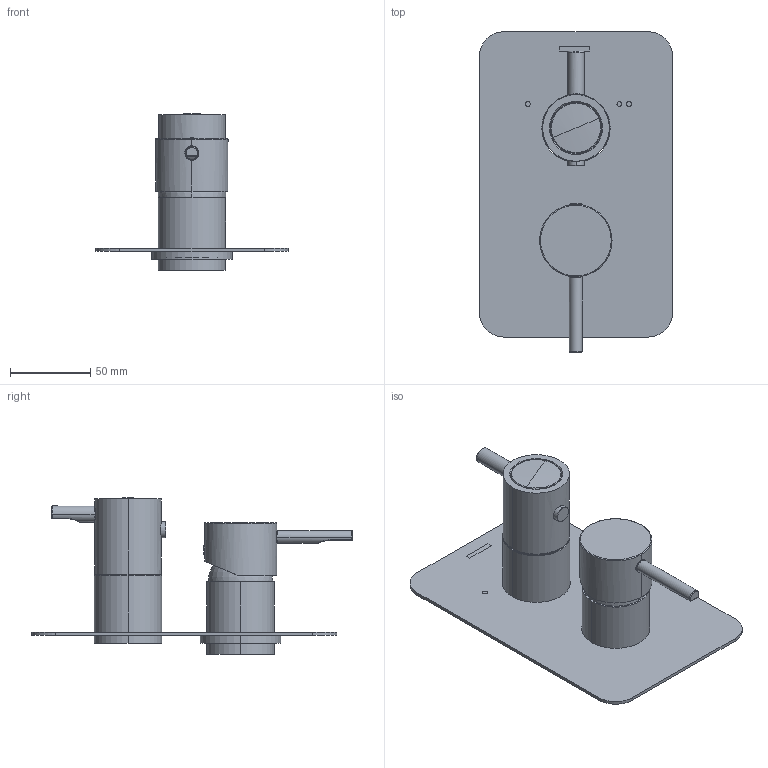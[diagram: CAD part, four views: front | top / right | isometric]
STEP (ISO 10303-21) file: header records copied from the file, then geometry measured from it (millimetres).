
FILE_DESCRIPTION (( 'STEP AP203' ), '1' );
FILE_NAME ('39DP07323.STEP', '2023-12-04T10:41:10', ( '' ), ( '' ), 'SwSTEP 2.0', 'SolidWorks 2021', '' );
FILE_SCHEMA (( 'CONFIG_CONTROL_DESIGN' ));
Length unit declared in the file: millimetre
Products named in the file (1): 39DP07323
Bounding box: 120 x 199.58 x 97.35 mm (x, y, z)
Volume: 107612.8 mm3; surface area: 106603 mm2
Topology: 10 solids, 10 shells, 615 faces, 1497 edges, 904 vertices
Faces by surface type: cylinder 197, plane 168, bspline 104, torus 61, cone 56, sphere 29
Entity records: 24753 total; most frequent: CARTESIAN_POINT 11062, ORIENTED_EDGE 2958, DIRECTION 2761, EDGE_CURVE 1479, AXIS2_PLACEMENT_3D 1122, VERTEX_POINT 904, EDGE_LOOP 667, FACE_OUTER_BOUND 615
